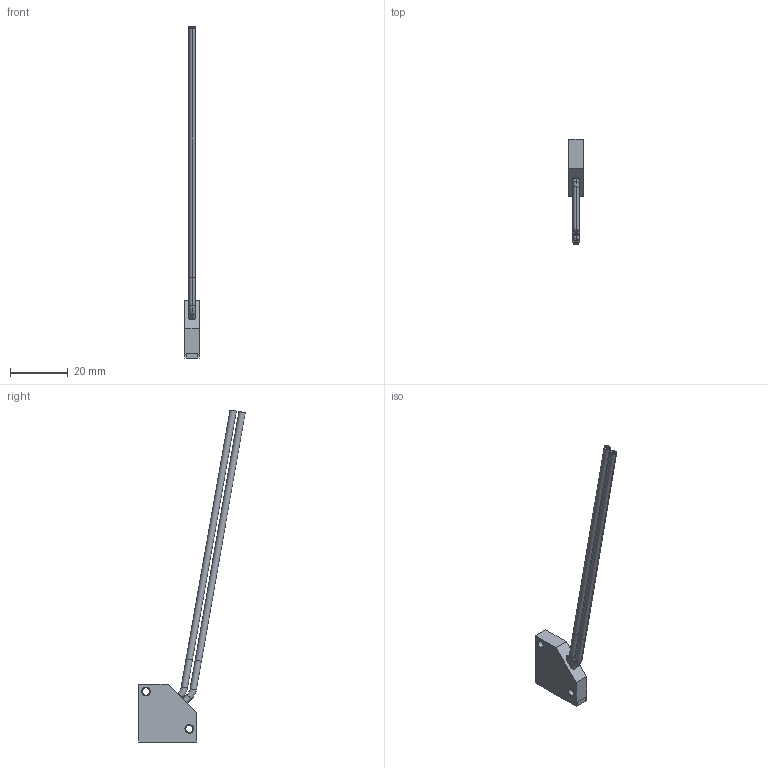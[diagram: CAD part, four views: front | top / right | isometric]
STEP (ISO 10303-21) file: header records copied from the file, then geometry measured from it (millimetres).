
FILE_DESCRIPTION((''),'2;1');
FILE_NAME('211454_ASM','2019-04-10T08:36:16',('pdmadmin'),('BANNER ENGINEERING'),'CREO PARAMETRIC BY PTC INC, 2018300','CREO PARAMETRIC BY PTC INC, 2018300','');
FILE_SCHEMA(('CONFIG_CONTROL_DESIGN'));
Length unit declared in the file: inch
Products named in the file (7): 196814; 39151; 10143_CURVED; 10143; FIBER_CORE_010_0-25; 801730_ASM; 211454_ASM
Assembly tree (39 placements, depth 3):
  211454_ASM
    801730_ASM
      196814
      39151
      10143_CURVED  x2
      10143  x2
      FIBER_CORE_010_0-25  x32
Bounding box: 5.08 x 36.93 x 115.23 mm (x, y, z)
Volume: 2013.6 mm3; surface area: 6756.4 mm2
Topology: 52 solids, 54 shells, 435 faces, 916 edges, 600 vertices
Faces by surface type: cylinder 236, plane 181, torus 16, bspline 2
Entity records: 7271 total; most frequent: CARTESIAN_POINT 1393, DIRECTION 1369, ORIENTED_EDGE 1028, AXIS2_PLACEMENT_3D 571, EDGE_CURVE 518, VERTEX_POINT 340, EDGE_LOOP 292, CIRCLE 277
